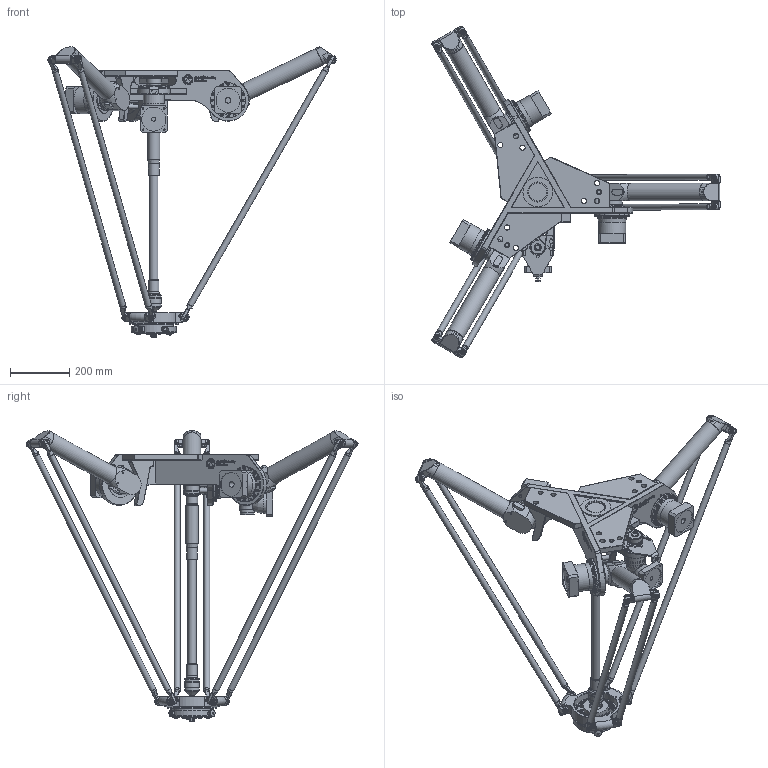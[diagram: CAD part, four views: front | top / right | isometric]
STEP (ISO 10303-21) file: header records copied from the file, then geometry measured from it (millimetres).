
FILE_DESCRIPTION(/* description */ (''),/* implementation_level */ '2;1');
FILE_NAME(/* name */ '3D-model_A_00050-TS1-ATS.stp',/* time_stamp */ '2022-02-05T12:52:44+01:00',/* author */ ('michael.schutter'),/* organization */ ('Majatronic'),/* preprocessor_version */ 'ST-DEVELOPER v16.5',/* originating_system */ 'Autodesk Inventor 2017',/* authorisation */ '');
FILE_SCHEMA (('AUTOMOTIVE_DESIGN { 1 0 10303 214 3 1 1 }'));
Length unit declared in the file: millimetre
Products named in the file (14): A_00050-TS1-ATS_DUMMY; MT_BGR00018061MT_BGR; MT_WST00054385MT_WST; MT_WST00046397MT_WST; MT_WST00055606MT_WST; MT_WST00031698MT_WST; MT_WST00054992MT_WST; MT_WST00031699MT_WST; MT_WST00063899MT_WST; MT_WST00054956MT_WST; MT_WST00054957MT_WST; MT_WST00058879MT_WST; MT_WST00058878MT_WST; MT_WST00064987MT_WST
Assembly tree (29 placements, depth 3):
  A_00050-TS1-ATS_DUMMY
    MT_BGR00018061MT_BGR
      MT_WST00054385MT_WST
      MT_WST00046397MT_WST  x3
      MT_WST00055606MT_WST
    MT_WST00031698MT_WST  x3
    MT_WST00031699MT_WST  x6
    MT_WST00054992MT_WST  x6
    MT_WST00063899MT_WST
    MT_WST00054956MT_WST
    MT_WST00054957MT_WST
    MT_WST00058878MT_WST  x2
    MT_WST00058879MT_WST  x2
    MT_WST00064987MT_WST
Bounding box: 970.07 x 1116.96 x 978.11 mm (x, y, z)
Volume: 16304201.7 mm3; surface area: 2047694.8 mm2
Topology: 29 solids, 30 shells, 3511 faces, 8180 edges, 5161 vertices
Faces by surface type: plane 1905, cylinder 1017, cone 343, torus 131, bspline 108, sphere 7
Full cylindrical faces by diameter (mm): 4 x1, 4.917 x15, 5 x8, 6 x49, 6.5 x4, 6.647 x3, 8 x39, 8.5 x96, 10 x11, 10.1 x2, 11.4 x1, 11.45 x10, 12 x26, 13 x10, 14 x11, 14.5 x1, 15 x2, 15.4 x3, 16 x33, 17.5 x9, 18 x24, 19 x13, 19.7 x1, 20 x18, 23 x1, 23.9 x1, 24 x1, 25 x4, 25.5 x1, 26 x1
Entity records: 72251 total; most frequent: CARTESIAN_POINT 20451, DIRECTION 10538, ORIENTED_EDGE 9456, EDGE_CURVE 4728, AXIS2_PLACEMENT_3D 3876, VERTEX_POINT 3257, EDGE_LOOP 3065, LINE 2786
